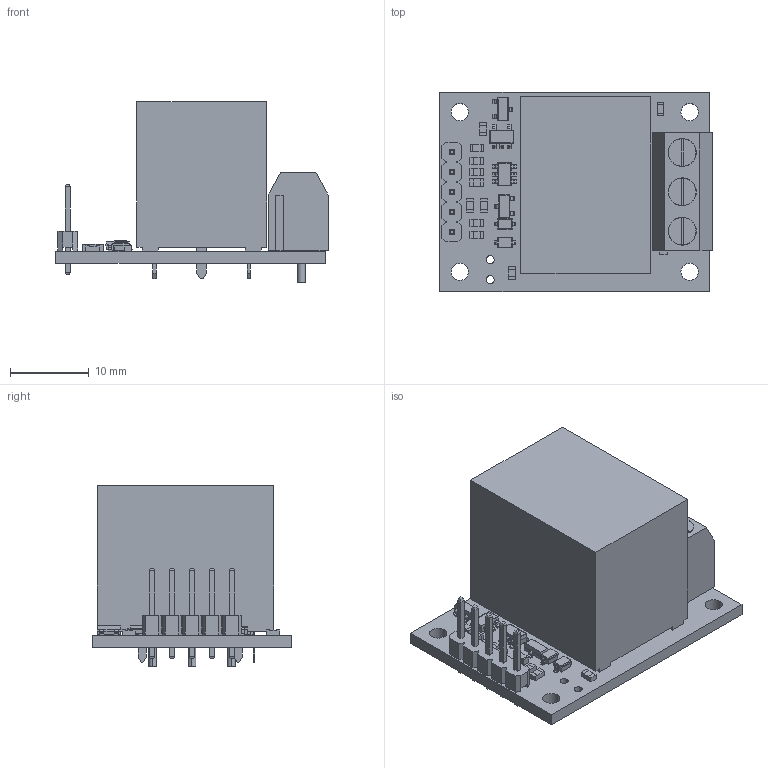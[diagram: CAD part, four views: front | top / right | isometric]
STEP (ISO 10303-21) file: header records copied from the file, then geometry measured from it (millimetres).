
FILE_DESCRIPTION (( 'STEP AP214' ), '1' );
FILE_NAME ('pololu-rc-switch-with-relay.step', '2019-10-04T23:11:16', ( '' ), ( '' ), 'SwSTEP 2.0', 'SolidWorks 2016', '' );
FILE_SCHEMA (( 'AUTOMOTIVE_DESIGN' ));
Length unit declared in the file: millimetre
Products named in the file (2): pololu-rc-switch-with-relay
Bounding box: 34.62 x 25.4 x 22.97 mm (x, y, z)
Volume: 9211.8 mm3; surface area: 5874.7 mm2
Topology: 4 solids, 4 shells, 1242 faces, 3288 edges, 2117 vertices
Faces by surface type: plane 873, cylinder 194, bspline 175
Entity records: 57774 total; most frequent: CARTESIAN_POINT 14264, ORIENTED_EDGE 6576, DIRECTION 5346, EDGE_CURVE 3288, LINE 2540, VECTOR 2540, VERTEX_POINT 2117, AXIS2_PLACEMENT_3D 1403
